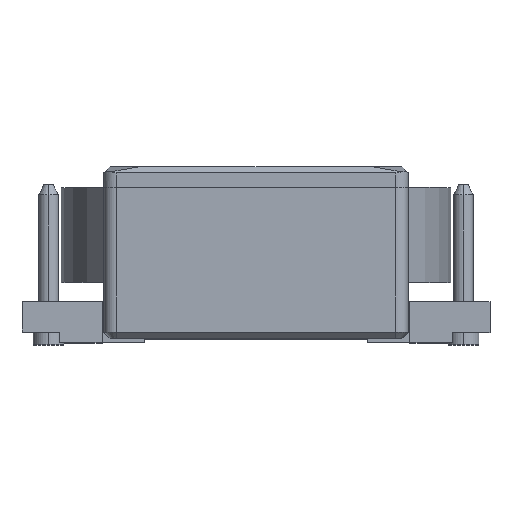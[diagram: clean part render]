
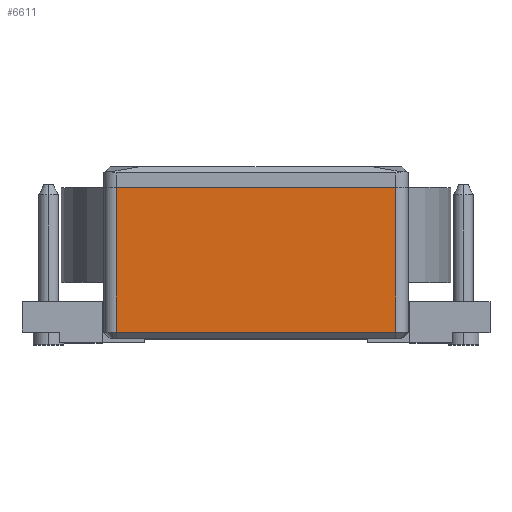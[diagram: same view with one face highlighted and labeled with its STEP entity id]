
A CAD part, top view. The second image highlights one B-rep face of the part: STEP entity #6611.
In plain terms, the highlighted face is planar.
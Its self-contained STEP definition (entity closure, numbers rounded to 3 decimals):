
#116 = VERTEX_POINT ( 'NONE', #4241 ) ;
#304 = DIRECTION ( 'NONE',  ( 0., 0., 1. ) ) ;
#332 = CARTESIAN_POINT ( 'NONE',  ( 14.3, -19.38, 0. ) ) ;
#457 = FACE_OUTER_BOUND ( 'NONE', #6506, .T. ) ;
#719 = CARTESIAN_POINT ( 'NONE',  ( 0.6, -19.38, -7.1 ) ) ;
#813 = VECTOR ( 'NONE', #5313, 1000. ) ;
#1329 = CARTESIAN_POINT ( 'NONE',  ( 14.3, -19.38, -7.1 ) ) ;
#1849 = EDGE_CURVE ( 'NONE', #4832, #1863, #3903, .T. ) ;
#1863 = VERTEX_POINT ( 'NONE', #332 ) ;
#2027 = CARTESIAN_POINT ( 'NONE',  ( 0.6, -19.38, -7.4 ) ) ;
#2208 = CARTESIAN_POINT ( 'NONE',  ( 0., -19.38, -7.4 ) ) ;
#2286 = VERTEX_POINT ( 'NONE', #719 ) ;
#2567 = VECTOR ( 'NONE', #304, 1000. ) ;
#2696 = EDGE_CURVE ( 'NONE', #116, #1863, #5325, .T. ) ;
#3116 = DIRECTION ( 'NONE',  ( 0., 0., -1. ) ) ;
#3204 = ORIENTED_EDGE ( 'NONE', *, *, #2696, .F. ) ;
#3536 = CARTESIAN_POINT ( 'NONE',  ( 14.3, -19.38, -7.1 ) ) ;
#3828 = EDGE_CURVE ( 'NONE', #116, #2286, #5206, .T. ) ;
#3836 = ORIENTED_EDGE ( 'NONE', *, *, #1849, .T. ) ;
#3876 = CARTESIAN_POINT ( 'NONE',  ( 0., -19.38, 0. ) ) ;
#3903 = LINE ( 'NONE', #5472, #2567 ) ;
#3934 = DIRECTION ( 'NONE',  ( 0., 0., -1. ) ) ;
#4241 = CARTESIAN_POINT ( 'NONE',  ( 0.6, -19.38, 0. ) ) ;
#4832 = VERTEX_POINT ( 'NONE', #1329 ) ;
#5030 = VECTOR ( 'NONE', #3116, 1000. ) ;
#5142 = VECTOR ( 'NONE', #7349, 1000. ) ;
#5206 = LINE ( 'NONE', #2027, #5030 ) ;
#5313 = DIRECTION ( 'NONE',  ( 1., 0., 0. ) ) ;
#5325 = LINE ( 'NONE', #3876, #5142 ) ;
#5404 = LINE ( 'NONE', #3536, #813 ) ;
#5472 = CARTESIAN_POINT ( 'NONE',  ( 14.3, -19.38, -7.4 ) ) ;
#5524 = ORIENTED_EDGE ( 'NONE', *, *, #6805, .T. ) ;
#5823 = AXIS2_PLACEMENT_3D ( 'NONE', #2208, #7406, #3934 ) ;
#6506 = EDGE_LOOP ( 'NONE', ( #7348, #5524, #3836, #3204 ) ) ;
#6611 = ADVANCED_FACE ( 'NONE', ( #457 ), #6813, .T. ) ;
#6805 = EDGE_CURVE ( 'NONE', #2286, #4832, #5404, .T. ) ;
#6813 = PLANE ( 'NONE',  #5823 ) ;
#7348 = ORIENTED_EDGE ( 'NONE', *, *, #3828, .T. ) ;
#7349 = DIRECTION ( 'NONE',  ( 1., 0., 0. ) ) ;
#7406 = DIRECTION ( 'NONE',  ( 0., -1., 0. ) ) ;
